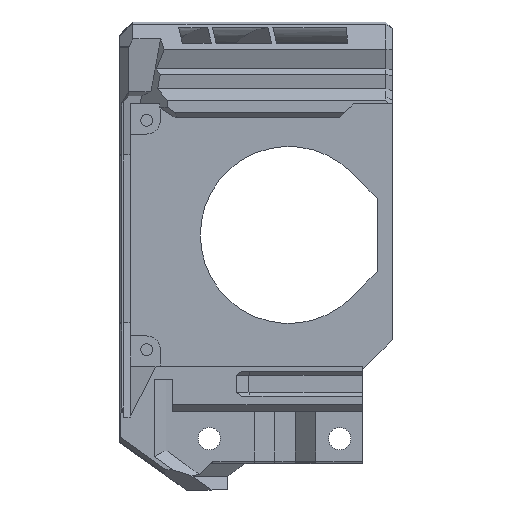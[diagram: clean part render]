
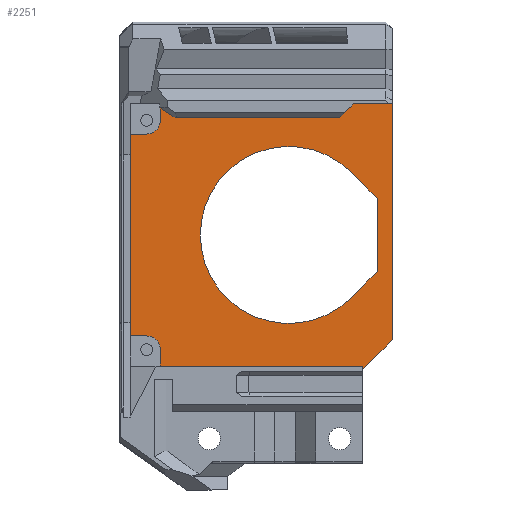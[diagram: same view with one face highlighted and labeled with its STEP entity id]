
A CAD part, front view. The second image highlights one B-rep face of the part: STEP entity #2251.
In plain terms, the highlighted planar face has unit normal (0, -1, 0).
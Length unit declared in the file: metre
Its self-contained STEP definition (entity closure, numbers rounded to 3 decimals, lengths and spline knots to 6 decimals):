
#48 = DIRECTION ( 'NONE',  ( 0., -1., 0. ) ) ;
#62 = ORIENTED_EDGE ( 'NONE', *, *, #669, .T. ) ;
#178 = CARTESIAN_POINT ( 'NONE',  ( -0.156318, 0.160268, -0.009794 ) ) ;
#204 = DIRECTION ( 'NONE',  ( 1., 0., 0. ) ) ;
#306 = CARTESIAN_POINT ( 'NONE',  ( -0.158418, 0.160268, 0.01831 ) ) ;
#354 = ORIENTED_EDGE ( 'NONE', *, *, #3701, .T. ) ;
#362 = LINE ( 'NONE', #4927, #5962 ) ;
#375 = CARTESIAN_POINT ( 'NONE',  ( -0.150418, 0.160268, -0.01919 ) ) ;
#577 = VECTOR ( 'NONE', #1326, 1. ) ;
#583 = CARTESIAN_POINT ( 'NONE',  ( -0.160918, 0.160268, -0.01459 ) ) ;
#610 = VERTEX_POINT ( 'NONE', #2014 ) ;
#657 = DIRECTION ( 'NONE',  ( 0., 1., 0. ) ) ;
#669 = EDGE_CURVE ( 'NONE', #4056, #5536, #2078, .T. ) ;
#807 = CARTESIAN_POINT ( 'NONE',  ( -0.149668, 0.160268, -0.01459 ) ) ;
#853 = CARTESIAN_POINT ( 'NONE',  ( -0.136718, 0.160268, 0.00081 ) ) ;
#899 = DIRECTION ( 'NONE',  ( 0., 0., -1. ) ) ;
#949 = DIRECTION ( 'NONE',  ( 1., 0., 0. ) ) ;
#994 = DIRECTION ( 'NONE',  ( 0., 0., -1. ) ) ;
#1002 = ORIENTED_EDGE ( 'NONE', *, *, #1883, .T. ) ;
#1021 = DIRECTION ( 'NONE',  ( 0., 0., -1. ) ) ;
#1082 = CARTESIAN_POINT ( 'NONE',  ( -0.150918, 0.160268, 0.02081 ) ) ;
#1173 = ORIENTED_EDGE ( 'NONE', *, *, #4727, .T. ) ;
#1191 = VERTEX_POINT ( 'NONE', #3099 ) ;
#1325 = EDGE_CURVE ( 'NONE', #2715, #5618, #6030, .T. ) ;
#1326 = DIRECTION ( 'NONE',  ( 0.707, 0., -0.707 ) ) ;
#1379 = DIRECTION ( 'NONE',  ( 0., 1., 0. ) ) ;
#1436 = EDGE_CURVE ( 'NONE', #4535, #1710, #5370, .T. ) ;
#1474 = CARTESIAN_POINT ( 'NONE',  ( -0.160918, 0.160268, 0.01621 ) ) ;
#1577 = FACE_OUTER_BOUND ( 'NONE', #4472, .T. ) ;
#1580 = VERTEX_POINT ( 'NONE', #5009 ) ;
#1603 = DIRECTION ( 'NONE',  ( 0., 1., 0. ) ) ;
#1693 = DIRECTION ( 'NONE',  ( 1., 0., 0. ) ) ;
#1710 = VERTEX_POINT ( 'NONE', #1474 ) ;
#1738 = VERTEX_POINT ( 'NONE', #583 ) ;
#1742 = CARTESIAN_POINT ( 'NONE',  ( -0.128525, 0.160268, -0.010088 ) ) ;
#1812 = CARTESIAN_POINT ( 'NONE',  ( -0.125943, 0.160268, 0.009127 ) ) ;
#1818 = CARTESIAN_POINT ( 'NONE',  ( -0.150218, 0.160268, 0.00081 ) ) ;
#1841 = AXIS2_PLACEMENT_3D ( 'NONE', #1972, #48, #994 ) ;
#1873 = CARTESIAN_POINT ( 'NONE',  ( -0.156318, 0.160268, 0.008956 ) ) ;
#1875 = VECTOR ( 'NONE', #1693, 1. ) ;
#1883 = EDGE_CURVE ( 'NONE', #3911, #4535, #2033, .T. ) ;
#1932 = ORIENTED_EDGE ( 'NONE', *, *, #4886, .T. ) ;
#1972 = CARTESIAN_POINT ( 'NONE',  ( -0.140918, 0.160268, -0.000398 ) ) ;
#1973 = ORIENTED_EDGE ( 'NONE', *, *, #3435, .T. ) ;
#2014 = CARTESIAN_POINT ( 'NONE',  ( -0.125488, 0.160268, -0.01919 ) ) ;
#2033 = CIRCLE ( 'NONE', #3592, 0.0021 ) ;
#2050 = VECTOR ( 'NONE', #4970, 1. ) ;
#2056 = LINE ( 'NONE', #3827, #5938 ) ;
#2071 = VERTEX_POINT ( 'NONE', #1818 ) ;
#2078 = LINE ( 'NONE', #178, #3929 ) ;
#2108 = ORIENTED_EDGE ( 'NONE', *, *, #4816, .F. ) ;
#2126 = EDGE_CURVE ( 'NONE', #1710, #1738, #4163, .T. ) ;
#2216 = EDGE_CURVE ( 'NONE', #5311, #5965, #2973, .T. ) ;
#2217 = LINE ( 'NONE', #1812, #577 ) ;
#2251 = ADVANCED_FACE ( 'NONE', ( #3395, #1577 ), #5690, .T. ) ;
#2348 = AXIS2_PLACEMENT_3D ( 'NONE', #853, #1379, #949 ) ;
#2369 = EDGE_LOOP ( 'NONE', ( #1173, #354, #5449, #3090, #5697 ) ) ;
#2422 = VERTEX_POINT ( 'NONE', #5774 ) ;
#2438 = EDGE_CURVE ( 'NONE', #5311, #3911, #4189, .T. ) ;
#2442 = VECTOR ( 'NONE', #5022, 1. ) ;
#2477 = EDGE_CURVE ( 'NONE', #1191, #1580, #2217, .T. ) ;
#2666 = CARTESIAN_POINT ( 'NONE',  ( -0.123218, 0.160268, -0.004782 ) ) ;
#2715 = VERTEX_POINT ( 'NONE', #3923 ) ;
#2793 = CARTESIAN_POINT ( 'NONE',  ( -0.127172, 0.160268, -0.008736 ) ) ;
#2848 = AXIS2_PLACEMENT_3D ( 'NONE', #5772, #1603, #5163 ) ;
#2926 = CIRCLE ( 'NONE', #2348, 0.0135 ) ;
#2973 = LINE ( 'NONE', #1082, #3978 ) ;
#3045 = VERTEX_POINT ( 'NONE', #2793 ) ;
#3087 = CARTESIAN_POINT ( 'NONE',  ( -0.120918, 0.160268, 0.02081 ) ) ;
#3090 = ORIENTED_EDGE ( 'NONE', *, *, #3144, .T. ) ;
#3099 = CARTESIAN_POINT ( 'NONE',  ( -0.127172, 0.160268, 0.010356 ) ) ;
#3108 = LINE ( 'NONE', #1742, #2050 ) ;
#3129 = CIRCLE ( 'NONE', #3907, 0.0135 ) ;
#3144 = EDGE_CURVE ( 'NONE', #1580, #4108, #2056, .T. ) ;
#3201 = VECTOR ( 'NONE', #899, 1. ) ;
#3251 = DIRECTION ( 'NONE',  ( -0.707, 0., -0.707 ) ) ;
#3306 = ORIENTED_EDGE ( 'NONE', *, *, #2438, .T. ) ;
#3375 = ORIENTED_EDGE ( 'NONE', *, *, #1436, .T. ) ;
#3395 = FACE_BOUND ( 'NONE', #2369, .T. ) ;
#3435 = EDGE_CURVE ( 'NONE', #5536, #610, #4547, .T. ) ;
#3588 = CARTESIAN_POINT ( 'NONE',  ( -0.125488, 0.160268, -0.000398 ) ) ;
#3592 = AXIS2_PLACEMENT_3D ( 'NONE', #306, #5861, #5301 ) ;
#3594 = CARTESIAN_POINT ( 'NONE',  ( -0.158418, 0.160268, 0.01621 ) ) ;
#3666 = EDGE_CURVE ( 'NONE', #4108, #3045, #3108, .T. ) ;
#3701 = EDGE_CURVE ( 'NONE', #2071, #1191, #2926, .T. ) ;
#3827 = CARTESIAN_POINT ( 'NONE',  ( -0.123218, 0.160268, 0.000206 ) ) ;
#3865 = CARTESIAN_POINT ( 'NONE',  ( -0.136718, 0.160268, 0.00081 ) ) ;
#3907 = AXIS2_PLACEMENT_3D ( 'NONE', #3865, #657, #204 ) ;
#3911 = VERTEX_POINT ( 'NONE', #4585 ) ;
#3923 = CARTESIAN_POINT ( 'NONE',  ( -0.120918, 0.160268, -0.01519 ) ) ;
#3929 = VECTOR ( 'NONE', #4872, 1. ) ;
#3978 = VECTOR ( 'NONE', #4796, 1. ) ;
#3991 = ORIENTED_EDGE ( 'NONE', *, *, #1325, .F. ) ;
#4056 = VERTEX_POINT ( 'NONE', #4485 ) ;
#4094 = DIRECTION ( 'NONE',  ( 1., 0., 0. ) ) ;
#4108 = VERTEX_POINT ( 'NONE', #2666 ) ;
#4163 = LINE ( 'NONE', #5110, #2442 ) ;
#4189 = LINE ( 'NONE', #1873, #3201 ) ;
#4287 = ORIENTED_EDGE ( 'NONE', *, *, #5909, .T. ) ;
#4338 = ORIENTED_EDGE ( 'NONE', *, *, #2126, .T. ) ;
#4370 = ORIENTED_EDGE ( 'NONE', *, *, #5411, .T. ) ;
#4468 = LINE ( 'NONE', #3588, #5173 ) ;
#4472 = EDGE_LOOP ( 'NONE', ( #4338, #4287, #4370, #62, #1973, #2108, #3991, #1932, #4957, #3306, #1002, #3375 ) ) ;
#4485 = CARTESIAN_POINT ( 'NONE',  ( -0.156318, 0.160268, -0.01669 ) ) ;
#4535 = VERTEX_POINT ( 'NONE', #3594 ) ;
#4547 = LINE ( 'NONE', #375, #4673 ) ;
#4558 = DIRECTION ( 'NONE',  ( 0., 0., 1. ) ) ;
#4585 = CARTESIAN_POINT ( 'NONE',  ( -0.156318, 0.160268, 0.01831 ) ) ;
#4673 = VECTOR ( 'NONE', #4094, 1. ) ;
#4727 = EDGE_CURVE ( 'NONE', #3045, #2071, #3129, .T. ) ;
#4796 = DIRECTION ( 'NONE',  ( 1., 0., 0. ) ) ;
#4816 = EDGE_CURVE ( 'NONE', #5618, #610, #4468, .T. ) ;
#4863 = VECTOR ( 'NONE', #5463, 1. ) ;
#4872 = DIRECTION ( 'NONE',  ( 0., 0., -1. ) ) ;
#4886 = EDGE_CURVE ( 'NONE', #2715, #5965, #362, .T. ) ;
#4900 = DIRECTION ( 'NONE',  ( 0., 0., 1. ) ) ;
#4927 = CARTESIAN_POINT ( 'NONE',  ( -0.120918, 0.160268, 0.011956 ) ) ;
#4957 = ORIENTED_EDGE ( 'NONE', *, *, #2216, .F. ) ;
#4970 = DIRECTION ( 'NONE',  ( -0.707, 0., -0.707 ) ) ;
#5009 = CARTESIAN_POINT ( 'NONE',  ( -0.123218, 0.160268, 0.006402 ) ) ;
#5010 = CARTESIAN_POINT ( 'NONE',  ( -0.125488, 0.160268, -0.01976 ) ) ;
#5022 = DIRECTION ( 'NONE',  ( 0., 0., -1. ) ) ;
#5110 = CARTESIAN_POINT ( 'NONE',  ( -0.160918, 0.160268, 0.009706 ) ) ;
#5163 = DIRECTION ( 'NONE',  ( 1., 0., 0. ) ) ;
#5173 = VECTOR ( 'NONE', #4558, 1. ) ;
#5227 = CARTESIAN_POINT ( 'NONE',  ( -0.119144, 0.160268, -0.013415 ) ) ;
#5301 = DIRECTION ( 'NONE',  ( 0., 0., -1. ) ) ;
#5311 = VERTEX_POINT ( 'NONE', #5688 ) ;
#5334 = CARTESIAN_POINT ( 'NONE',  ( -0.150918, 0.160268, 0.01621 ) ) ;
#5370 = LINE ( 'NONE', #5334, #4863 ) ;
#5411 = EDGE_CURVE ( 'NONE', #2422, #4056, #5470, .T. ) ;
#5449 = ORIENTED_EDGE ( 'NONE', *, *, #2477, .T. ) ;
#5463 = DIRECTION ( 'NONE',  ( -1., 0., 0. ) ) ;
#5470 = CIRCLE ( 'NONE', #2848, 0.0021 ) ;
#5536 = VERTEX_POINT ( 'NONE', #5871 ) ;
#5618 = VERTEX_POINT ( 'NONE', #5010 ) ;
#5688 = CARTESIAN_POINT ( 'NONE',  ( -0.156318, 0.160268, 0.02081 ) ) ;
#5690 = PLANE ( 'NONE',  #1841 ) ;
#5697 = ORIENTED_EDGE ( 'NONE', *, *, #3666, .T. ) ;
#5738 = VECTOR ( 'NONE', #3251, 1. ) ;
#5772 = CARTESIAN_POINT ( 'NONE',  ( -0.158418, 0.160268, -0.01669 ) ) ;
#5774 = CARTESIAN_POINT ( 'NONE',  ( -0.158418, 0.160268, -0.01459 ) ) ;
#5861 = DIRECTION ( 'NONE',  ( 0., 1., 0. ) ) ;
#5871 = CARTESIAN_POINT ( 'NONE',  ( -0.156318, 0.160268, -0.01919 ) ) ;
#5872 = LINE ( 'NONE', #807, #1875 ) ;
#5909 = EDGE_CURVE ( 'NONE', #1738, #2422, #5872, .T. ) ;
#5938 = VECTOR ( 'NONE', #1021, 1. ) ;
#5962 = VECTOR ( 'NONE', #4900, 1. ) ;
#5965 = VERTEX_POINT ( 'NONE', #3087 ) ;
#6030 = LINE ( 'NONE', #5227, #5738 ) ;
